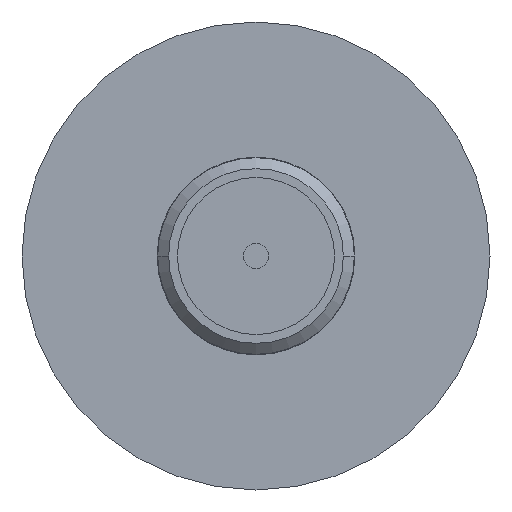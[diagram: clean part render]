
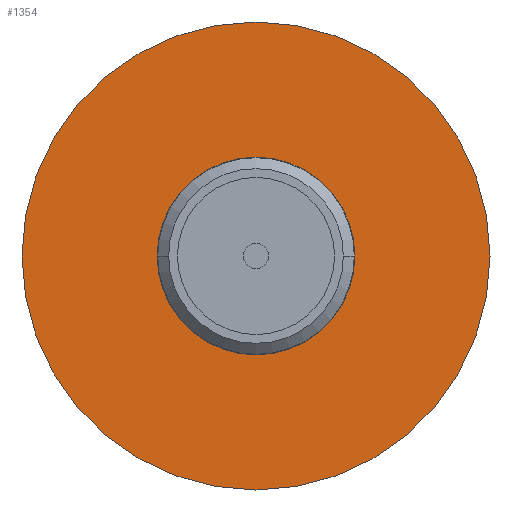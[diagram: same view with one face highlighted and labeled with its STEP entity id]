
A CAD part, front view. The second image highlights one B-rep face of the part: STEP entity #1354.
In plain terms, the highlighted planar face has unit normal (0, -1, 0).
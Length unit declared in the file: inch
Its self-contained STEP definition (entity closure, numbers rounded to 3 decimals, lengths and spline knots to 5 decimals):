
#4 = VERTEX_POINT ( 'NONE', #1511 ) ;
#69 = DIRECTION ( 'NONE',  ( 1., 0., 0. ) ) ;
#78 = CARTESIAN_POINT ( 'NONE',  ( 0.27953, 0., 0. ) ) ;
#186 = EDGE_LOOP ( 'NONE', ( #1296, #410 ) ) ;
#225 = CIRCLE ( 'NONE', #921, 0.27953 ) ;
#233 = PLANE ( 'NONE',  #843 ) ;
#282 = VERTEX_POINT ( 'NONE', #800 ) ;
#283 = CARTESIAN_POINT ( 'NONE',  ( 0., 0., 0. ) ) ;
#376 = DIRECTION ( 'NONE',  ( 1., 0., 0. ) ) ;
#384 = CARTESIAN_POINT ( 'NONE',  ( 0., 0., 0. ) ) ;
#410 = ORIENTED_EDGE ( 'NONE', *, *, #1526, .T. ) ;
#421 = CARTESIAN_POINT ( 'NONE',  ( -0.10433, 0., 0. ) ) ;
#476 = DIRECTION ( 'NONE',  ( 0., -1., 0. ) ) ;
#503 = FACE_BOUND ( 'NONE', #1110, .T. ) ;
#635 = CIRCLE ( 'NONE', #1257, 0.27953 ) ;
#736 = VERTEX_POINT ( 'NONE', #78 ) ;
#773 = DIRECTION ( 'NONE',  ( 0., -1., 0. ) ) ;
#800 = CARTESIAN_POINT ( 'NONE',  ( -0.27953, 0., 0. ) ) ;
#843 = AXIS2_PLACEMENT_3D ( 'NONE', #1588, #1598, #863 ) ;
#861 = EDGE_CURVE ( 'NONE', #4, #997, #1281, .T. ) ;
#863 = DIRECTION ( 'NONE',  ( 1., 0., 0. ) ) ;
#874 = DIRECTION ( 'NONE',  ( 0., -1., 0. ) ) ;
#879 = ORIENTED_EDGE ( 'NONE', *, *, #861, .F. ) ;
#921 = AXIS2_PLACEMENT_3D ( 'NONE', #283, #773, #1529 ) ;
#955 = CARTESIAN_POINT ( 'NONE',  ( 0., 0., 0. ) ) ;
#979 = AXIS2_PLACEMENT_3D ( 'NONE', #955, #1045, #69 ) ;
#980 = CARTESIAN_POINT ( 'NONE',  ( 0., 0., 0. ) ) ;
#997 = VERTEX_POINT ( 'NONE', #421 ) ;
#1045 = DIRECTION ( 'NONE',  ( 0., -1., 0. ) ) ;
#1095 = FACE_OUTER_BOUND ( 'NONE', #186, .T. ) ;
#1099 = AXIS2_PLACEMENT_3D ( 'NONE', #384, #874, #376 ) ;
#1110 = EDGE_LOOP ( 'NONE', ( #879, #1504 ) ) ;
#1235 = CIRCLE ( 'NONE', #979, 0.10433 ) ;
#1257 = AXIS2_PLACEMENT_3D ( 'NONE', #980, #476, #1345 ) ;
#1281 = CIRCLE ( 'NONE', #1099, 0.10433 ) ;
#1296 = ORIENTED_EDGE ( 'NONE', *, *, #1330, .T. ) ;
#1330 = EDGE_CURVE ( 'NONE', #736, #282, #635, .T. ) ;
#1345 = DIRECTION ( 'NONE',  ( 1., 0., 0. ) ) ;
#1354 = ADVANCED_FACE ( 'NONE', ( #1095, #503 ), #233, .T. ) ;
#1504 = ORIENTED_EDGE ( 'NONE', *, *, #1581, .F. ) ;
#1511 = CARTESIAN_POINT ( 'NONE',  ( 0.10433, 0., 0. ) ) ;
#1526 = EDGE_CURVE ( 'NONE', #282, #736, #225, .T. ) ;
#1529 = DIRECTION ( 'NONE',  ( 1., 0., 0. ) ) ;
#1581 = EDGE_CURVE ( 'NONE', #997, #4, #1235, .T. ) ;
#1588 = CARTESIAN_POINT ( 'NONE',  ( 0., 0., 0. ) ) ;
#1598 = DIRECTION ( 'NONE',  ( 0., -1., 0. ) ) ;
